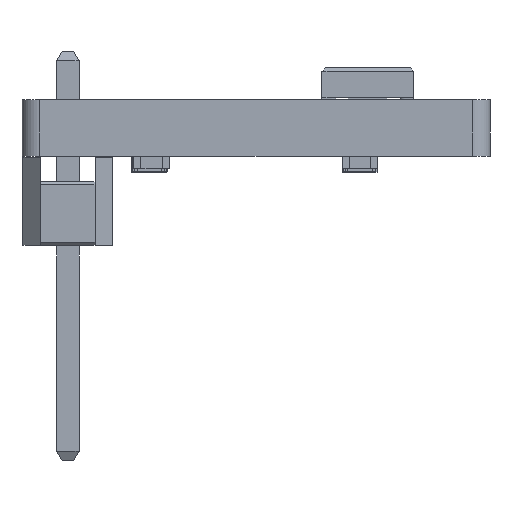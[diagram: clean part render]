
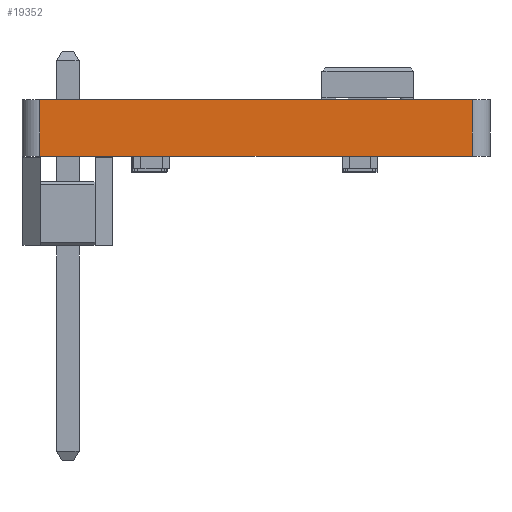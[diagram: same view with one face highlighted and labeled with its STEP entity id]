
A CAD part, front view. The second image highlights one B-rep face of the part: STEP entity #19352.
In plain terms, the highlighted planar face has unit normal (0, -1, 0).
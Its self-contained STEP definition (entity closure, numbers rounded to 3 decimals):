
#2219=FACE_OUTER_BOUND('',#3385,.T.);
#3385=EDGE_LOOP('',(#15359,#15360,#15361,#15362));
#4026=LINE('',#24808,#5967);
#4240=LINE('',#26320,#6181);
#4910=LINE('',#31215,#6851);
#4912=LINE('',#31220,#6853);
#5967=VECTOR('',#21023,10.);
#6181=VECTOR('',#21393,10.);
#6851=VECTOR('',#22577,10.);
#6853=VECTOR('',#22585,10.);
#7896=VERTEX_POINT('',#24794);
#7902=VERTEX_POINT('',#24806);
#8120=VERTEX_POINT('',#26316);
#8122=VERTEX_POINT('',#26319);
#9767=EDGE_CURVE('',#7896,#7902,#4026,.T.);
#10091=EDGE_CURVE('',#8120,#8122,#4240,.T.);
#11127=EDGE_CURVE('',#7896,#8120,#4910,.T.);
#11129=EDGE_CURVE('',#8122,#7902,#4912,.T.);
#15359=ORIENTED_EDGE('',*,*,#11127,.F.);
#15360=ORIENTED_EDGE('',*,*,#9767,.T.);
#15361=ORIENTED_EDGE('',*,*,#11129,.F.);
#15362=ORIENTED_EDGE('',*,*,#10091,.F.);
#18457=PLANE('',#20410);
#19352=ADVANCED_FACE('',(#2219),#18457,.T.);
#20410=AXIS2_PLACEMENT_3D('',#31229,#22598,#22599);
#21023=DIRECTION('',(1.,0.,0.));
#21393=DIRECTION('',(1.,0.,0.));
#22577=DIRECTION('',(0.,0.,1.));
#22585=DIRECTION('',(0.,0.,-1.));
#22598=DIRECTION('center_axis',(0.,-1.,0.));
#22599=DIRECTION('ref_axis',(1.,0.,0.));
#24794=CARTESIAN_POINT('',(0.5,0.,0.));
#24806=CARTESIAN_POINT('',(12.75,0.,0.));
#24808=CARTESIAN_POINT('',(0.,0.,0.));
#26316=CARTESIAN_POINT('',(0.5,0.,1.6));
#26319=CARTESIAN_POINT('',(12.75,0.,1.6));
#26320=CARTESIAN_POINT('',(0.,0.,1.6));
#31215=CARTESIAN_POINT('',(0.5,0.,0.));
#31220=CARTESIAN_POINT('',(12.75,0.,0.));
#31229=CARTESIAN_POINT('Origin',(0.,0.,0.));
